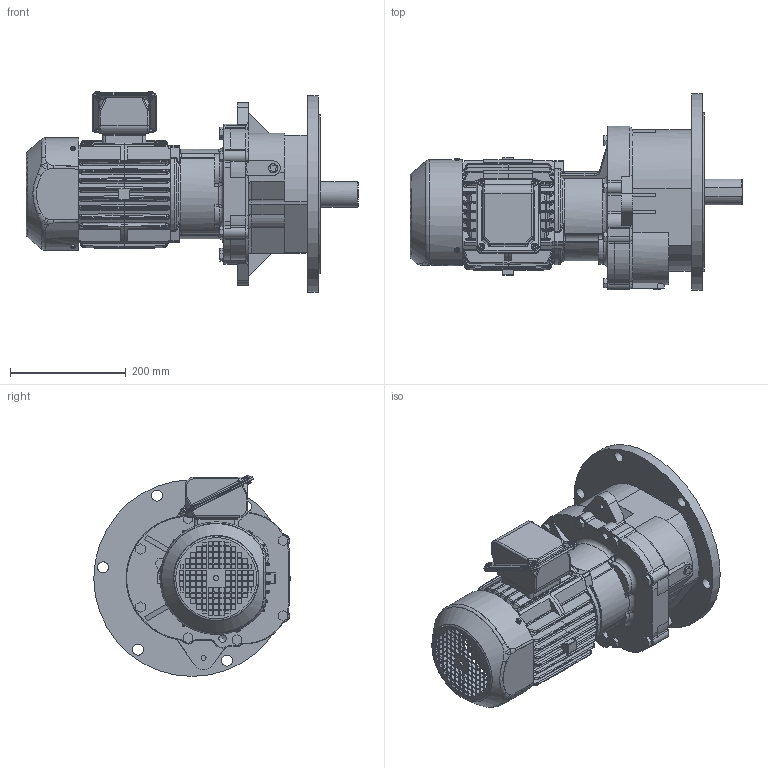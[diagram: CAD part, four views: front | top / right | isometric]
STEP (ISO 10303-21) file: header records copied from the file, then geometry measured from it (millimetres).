
FILE_DESCRIPTION (( 'STEP AP214' ), '1' );
FILE_NAME ('EK2DO07776H001_F1VM17_1.5kw_R40.stp', '2022-07-04T05:53:11', ( 'Windows 餌辨濠' ), ( '' ), 'SwSTEP 2.0', 'SolidWorks 2021', '' );
FILE_SCHEMA (( 'AUTOMOTIVE_DESIGN' ));
Length unit declared in the file: millimetre
Products named in the file (1): EK2DO07776H001_F1VM17_1.5kw_R40
Bounding box: 574.6 x 340 x 347.48 mm (x, y, z)
Volume: 13997388.3 mm3; surface area: 999793.2 mm2
Topology: 18 solids, 30 shells, 3101 faces, 8057 edges, 5042 vertices
Faces by surface type: cylinder 1179, plane 1172, bspline 460, torus 166, cone 92, sphere 32
Full cylindrical faces by diameter (mm): 2 x1, 2.7 x2, 4.917 x8, 5 x3, 6 x8, 6.647 x12, 6.8 x8, 7 x8, 8 x4, 8.5 x2, 9 x4, 10 x8, 10.5 x4, 11 x9, 13 x2, 14.3 x1, 19 x6, 20 x1, 40 x1, 45 x2, 50 x1, 54 x1, 62 x1, 161 x2, 255 x1, 275 x1, 340 x1
Entity records: 114580 total; most frequent: CARTESIAN_POINT 41400, ORIENTED_EDGE 15626, DIRECTION 14288, EDGE_CURVE 7813, AXIS2_PLACEMENT_3D 5261, VERTEX_POINT 4966, VECTOR 3766, LINE 3766
